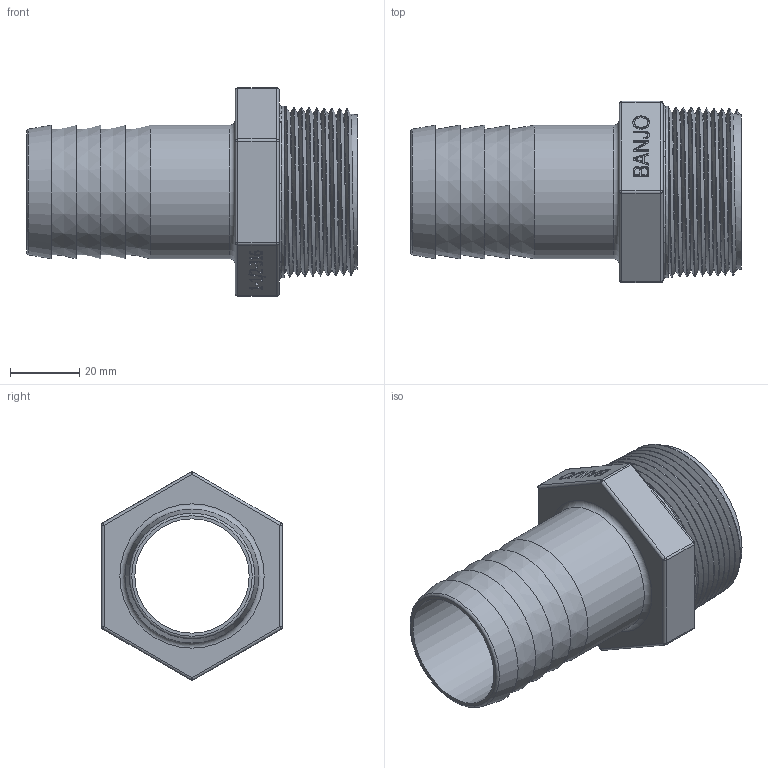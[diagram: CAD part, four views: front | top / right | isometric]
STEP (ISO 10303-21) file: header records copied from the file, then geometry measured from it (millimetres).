
FILE_DESCRIPTION((''),'2;1');
FILE_NAME('HB150SS.stp','2013-05-31T11:17:20',('mclevenger'),(''),'Autodesk Inventor 2013','Autodesk Inventor 2013','');
FILE_SCHEMA(('AUTOMOTIVE_DESIGN { 1 0 10303 214 1 1 1 1 }'));
Length unit declared in the file: inch
Products named in the file (1): HB150SS
Bounding box: 95.5 x 52.32 x 60.18 mm (x, y, z)
Volume: 42766.7 mm3; surface area: 28787.3 mm2
Topology: 1 solids, 1 shells, 285 faces, 723 edges, 461 vertices
Faces by surface type: plane 134, bspline 93, cylinder 22, cone 16, sphere 12, torus 8
Full cylindrical faces by diameter (mm): 33.02 x1, 38.608 x1, 39.878 x1, 49.53 x1
Entity records: 10734 total; most frequent: CARTESIAN_POINT 4753, ORIENTED_EDGE 1358, DIRECTION 935, EDGE_CURVE 679, VERTEX_POINT 443, VECTOR 407, LINE 407, EDGE_LOOP 316
